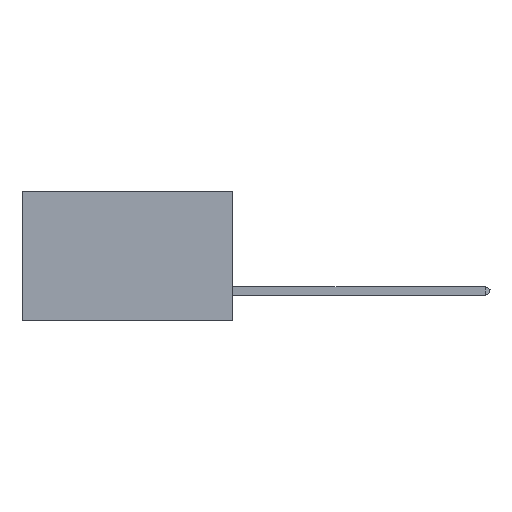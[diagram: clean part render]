
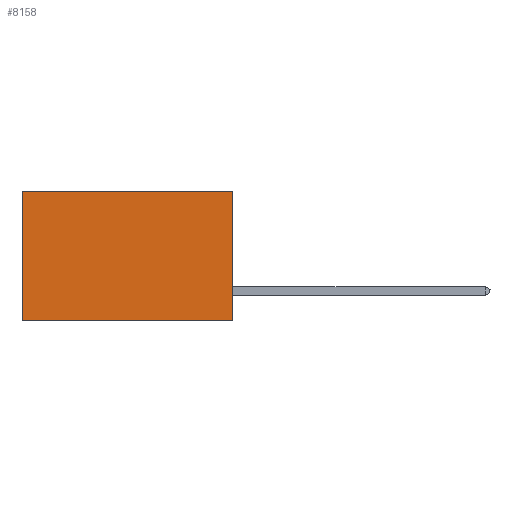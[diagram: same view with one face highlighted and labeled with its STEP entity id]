
A CAD part, left-side view. The second image highlights one B-rep face of the part: STEP entity #8158.
In plain terms, the highlighted planar face has unit normal (-1, 0, 0).
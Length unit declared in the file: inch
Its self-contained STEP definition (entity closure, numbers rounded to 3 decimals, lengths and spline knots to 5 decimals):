
#175 = PLANE ( 'NONE',  #3313 ) ;
#273 = LINE ( 'NONE', #10190, #1695 ) ;
#535 = VERTEX_POINT ( 'NONE', #6737 ) ;
#1467 = DIRECTION ( 'NONE',  ( 0., 0., -1. ) ) ;
#1695 = VECTOR ( 'NONE', #1467, 39.37008 ) ;
#1902 = VECTOR ( 'NONE', #7096, 39.37008 ) ;
#1950 = CARTESIAN_POINT ( 'NONE',  ( 0.2875, 0., -0.37 ) ) ;
#1998 = ORIENTED_EDGE ( 'NONE', *, *, #2722, .F. ) ;
#2722 = EDGE_CURVE ( 'NONE', #10088, #5167, #273, .T. ) ;
#2748 = VECTOR ( 'NONE', #7347, 39.37008 ) ;
#3150 = ORIENTED_EDGE ( 'NONE', *, *, #4965, .T. ) ;
#3313 = AXIS2_PLACEMENT_3D ( 'NONE', #4655, #5511, #4625 ) ;
#3707 = DIRECTION ( 'NONE',  ( 0., 1., 0. ) ) ;
#4030 = ORIENTED_EDGE ( 'NONE', *, *, #8155, .T. ) ;
#4511 = LINE ( 'NONE', #7830, #1902 ) ;
#4625 = DIRECTION ( 'NONE',  ( 0., 0., -1. ) ) ;
#4655 = CARTESIAN_POINT ( 'NONE',  ( 0.2875, 0., 0. ) ) ;
#4726 = VERTEX_POINT ( 'NONE', #8787 ) ;
#4965 = EDGE_CURVE ( 'NONE', #10088, #4726, #4511, .T. ) ;
#5167 = VERTEX_POINT ( 'NONE', #5878 ) ;
#5223 = EDGE_LOOP ( 'NONE', ( #4030, #6308, #1998, #3150 ) ) ;
#5511 = DIRECTION ( 'NONE',  ( 1., 0., 0. ) ) ;
#5878 = CARTESIAN_POINT ( 'NONE',  ( 0.2875, 0., -0.37 ) ) ;
#6308 = ORIENTED_EDGE ( 'NONE', *, *, #9951, .F. ) ;
#6737 = CARTESIAN_POINT ( 'NONE',  ( 0.2875, 0.6, -0.37 ) ) ;
#6997 = LINE ( 'NONE', #9124, #2748 ) ;
#7096 = DIRECTION ( 'NONE',  ( 0., 1., 0. ) ) ;
#7347 = DIRECTION ( 'NONE',  ( 0., 0., -1. ) ) ;
#7830 = CARTESIAN_POINT ( 'NONE',  ( 0.2875, 0., 0. ) ) ;
#8155 = EDGE_CURVE ( 'NONE', #4726, #535, #6997, .T. ) ;
#8158 = ADVANCED_FACE ( 'NONE', ( #10576 ), #175, .F. ) ;
#8690 = VECTOR ( 'NONE', #3707, 39.37008 ) ;
#8787 = CARTESIAN_POINT ( 'NONE',  ( 0.2875, 0.6, 0. ) ) ;
#9106 = LINE ( 'NONE', #1950, #8690 ) ;
#9124 = CARTESIAN_POINT ( 'NONE',  ( 0.2875, 0.6, 0. ) ) ;
#9583 = CARTESIAN_POINT ( 'NONE',  ( 0.2875, 0., 0. ) ) ;
#9951 = EDGE_CURVE ( 'NONE', #5167, #535, #9106, .T. ) ;
#10088 = VERTEX_POINT ( 'NONE', #9583 ) ;
#10190 = CARTESIAN_POINT ( 'NONE',  ( 0.2875, 0., 0. ) ) ;
#10576 = FACE_OUTER_BOUND ( 'NONE', #5223, .T. ) ;
